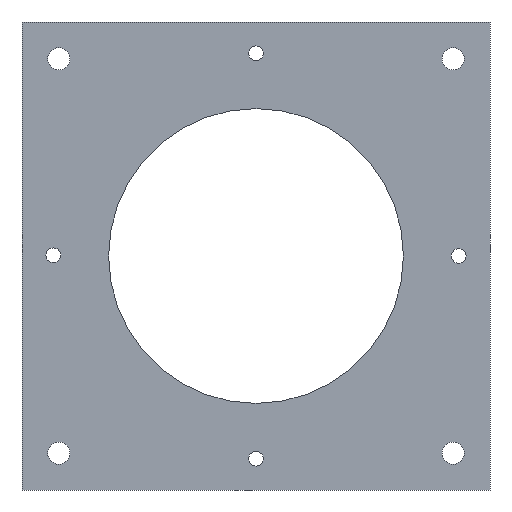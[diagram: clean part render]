
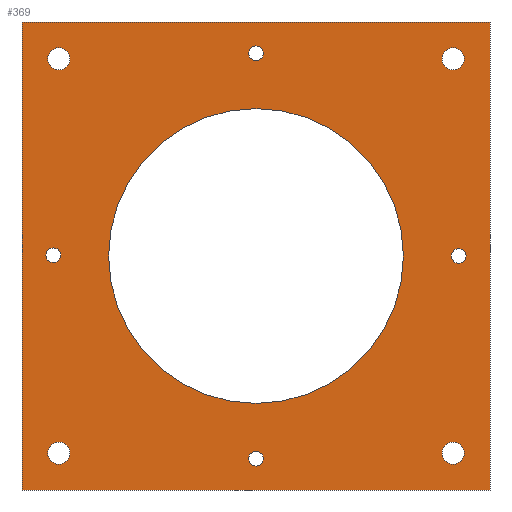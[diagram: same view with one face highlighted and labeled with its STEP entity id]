
A CAD part, front view. The second image highlights one B-rep face of the part: STEP entity #369.
In plain terms, the highlighted planar face has unit normal (0, -1, 0).
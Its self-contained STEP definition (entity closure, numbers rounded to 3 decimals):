
#24=FACE_BOUND('',#90,.T.);
#25=FACE_BOUND('',#91,.T.);
#26=FACE_BOUND('',#92,.T.);
#27=FACE_BOUND('',#93,.T.);
#28=FACE_BOUND('',#94,.T.);
#29=FACE_BOUND('',#95,.T.);
#30=FACE_BOUND('',#96,.T.);
#31=FACE_BOUND('',#97,.T.);
#32=FACE_BOUND('',#98,.T.);
#38=PLANE('',#433);
#61=FACE_OUTER_BOUND('',#89,.T.);
#89=EDGE_LOOP('',(#325,#326,#327,#328));
#90=EDGE_LOOP('',(#329));
#91=EDGE_LOOP('',(#330));
#92=EDGE_LOOP('',(#331));
#93=EDGE_LOOP('',(#332));
#94=EDGE_LOOP('',(#333));
#95=EDGE_LOOP('',(#334));
#96=EDGE_LOOP('',(#335));
#97=EDGE_LOOP('',(#336));
#98=EDGE_LOOP('',(#337));
#112=LINE('',#596,#137);
#115=LINE('',#601,#140);
#122=LINE('',#636,#147);
#123=LINE('',#638,#148);
#137=VECTOR('',#491,10.);
#140=VECTOR('',#496,10.);
#147=VECTOR('',#537,10.);
#148=VECTOR('',#540,10.);
#150=CIRCLE('',#395,3.);
#152=CIRCLE('',#398,3.);
#154=CIRCLE('',#401,3.);
#156=CIRCLE('',#404,3.);
#162=CIRCLE('',#422,2.);
#163=CIRCLE('',#424,2.);
#164=CIRCLE('',#426,2.);
#165=CIRCLE('',#428,2.);
#166=CIRCLE('',#430,40.);
#168=VERTEX_POINT('',#547);
#170=VERTEX_POINT('',#553);
#172=VERTEX_POINT('',#559);
#174=VERTEX_POINT('',#565);
#183=VERTEX_POINT('',#593);
#184=VERTEX_POINT('',#595);
#185=VERTEX_POINT('',#599);
#191=VERTEX_POINT('',#614);
#192=VERTEX_POINT('',#618);
#193=VERTEX_POINT('',#622);
#194=VERTEX_POINT('',#626);
#195=VERTEX_POINT('',#630);
#196=VERTEX_POINT('',#634);
#199=EDGE_CURVE('',#168,#168,#150,.T.);
#202=EDGE_CURVE('',#170,#170,#152,.T.);
#205=EDGE_CURVE('',#172,#172,#154,.T.);
#208=EDGE_CURVE('',#174,#174,#156,.T.);
#222=EDGE_CURVE('',#183,#184,#112,.T.);
#225=EDGE_CURVE('',#185,#183,#115,.T.);
#232=EDGE_CURVE('',#191,#191,#162,.T.);
#234=EDGE_CURVE('',#192,#192,#163,.T.);
#236=EDGE_CURVE('',#193,#193,#164,.T.);
#238=EDGE_CURVE('',#194,#194,#165,.T.);
#240=EDGE_CURVE('',#195,#195,#166,.T.);
#242=EDGE_CURVE('',#196,#185,#122,.T.);
#243=EDGE_CURVE('',#184,#196,#123,.T.);
#325=ORIENTED_EDGE('',*,*,#225,.F.);
#326=ORIENTED_EDGE('',*,*,#242,.F.);
#327=ORIENTED_EDGE('',*,*,#243,.F.);
#328=ORIENTED_EDGE('',*,*,#222,.F.);
#329=ORIENTED_EDGE('',*,*,#199,.T.);
#330=ORIENTED_EDGE('',*,*,#202,.T.);
#331=ORIENTED_EDGE('',*,*,#205,.T.);
#332=ORIENTED_EDGE('',*,*,#208,.T.);
#333=ORIENTED_EDGE('',*,*,#232,.T.);
#334=ORIENTED_EDGE('',*,*,#234,.T.);
#335=ORIENTED_EDGE('',*,*,#236,.T.);
#336=ORIENTED_EDGE('',*,*,#238,.T.);
#337=ORIENTED_EDGE('',*,*,#240,.T.);
#369=ADVANCED_FACE('',(#61,#24,#25,#26,#27,#28,#29,#30,#31,#32),#38,.F.);
#395=AXIS2_PLACEMENT_3D('',#549,#441,#442);
#398=AXIS2_PLACEMENT_3D('',#555,#448,#449);
#401=AXIS2_PLACEMENT_3D('',#561,#455,#456);
#404=AXIS2_PLACEMENT_3D('',#567,#462,#463);
#422=AXIS2_PLACEMENT_3D('',#616,#512,#513);
#424=AXIS2_PLACEMENT_3D('',#620,#517,#518);
#426=AXIS2_PLACEMENT_3D('',#624,#522,#523);
#428=AXIS2_PLACEMENT_3D('',#628,#527,#528);
#430=AXIS2_PLACEMENT_3D('',#632,#532,#533);
#433=AXIS2_PLACEMENT_3D('',#639,#541,#542);
#441=DIRECTION('center_axis',(0.,1.,0.));
#442=DIRECTION('ref_axis',(1.,0.,0.));
#448=DIRECTION('center_axis',(0.,1.,0.));
#449=DIRECTION('ref_axis',(1.,0.,0.));
#455=DIRECTION('center_axis',(0.,1.,0.));
#456=DIRECTION('ref_axis',(1.,0.,0.));
#462=DIRECTION('center_axis',(0.,1.,0.));
#463=DIRECTION('ref_axis',(1.,0.,0.));
#491=DIRECTION('',(0.,0.,1.));
#496=DIRECTION('',(-1.,0.,0.));
#512=DIRECTION('center_axis',(0.,1.,0.));
#513=DIRECTION('ref_axis',(1.,0.,0.));
#517=DIRECTION('center_axis',(0.,1.,0.));
#518=DIRECTION('ref_axis',(1.,0.,0.));
#522=DIRECTION('center_axis',(0.,1.,0.));
#523=DIRECTION('ref_axis',(1.,0.,0.));
#527=DIRECTION('center_axis',(0.,1.,0.));
#528=DIRECTION('ref_axis',(1.,0.,0.));
#532=DIRECTION('center_axis',(0.,1.,0.));
#533=DIRECTION('ref_axis',(1.,0.,0.));
#537=DIRECTION('',(0.,0.,-1.));
#540=DIRECTION('',(1.,0.,0.));
#541=DIRECTION('center_axis',(0.,1.,0.));
#542=DIRECTION('ref_axis',(0.,0.,1.));
#547=CARTESIAN_POINT('',(-13.,0.,-117.));
#549=CARTESIAN_POINT('Origin',(-10.,0.,-117.));
#553=CARTESIAN_POINT('',(-120.,0.,-117.));
#555=CARTESIAN_POINT('Origin',(-117.,0.,-117.));
#559=CARTESIAN_POINT('',(-13.,0.,-10.));
#561=CARTESIAN_POINT('Origin',(-10.,0.,-10.));
#565=CARTESIAN_POINT('',(-120.,0.,-10.));
#567=CARTESIAN_POINT('Origin',(-117.,0.,-10.));
#593=CARTESIAN_POINT('',(-127.,0.,-127.));
#595=CARTESIAN_POINT('',(-127.,0.,0.));
#596=CARTESIAN_POINT('',(-127.,0.,-127.));
#599=CARTESIAN_POINT('',(0.,0.,-127.));
#601=CARTESIAN_POINT('',(0.,0.,-127.));
#614=CARTESIAN_POINT('',(-65.5,0.,-118.5));
#616=CARTESIAN_POINT('Origin',(-63.5,0.,-118.5));
#618=CARTESIAN_POINT('',(-65.5,0.,-8.5));
#620=CARTESIAN_POINT('Origin',(-63.5,0.,-8.5));
#622=CARTESIAN_POINT('',(-120.5,0.,-63.3));
#624=CARTESIAN_POINT('Origin',(-118.5,0.,-63.3));
#626=CARTESIAN_POINT('',(-10.5,0.,-63.5));
#628=CARTESIAN_POINT('Origin',(-8.5,0.,-63.5));
#630=CARTESIAN_POINT('',(-103.5,0.,-63.5));
#632=CARTESIAN_POINT('Origin',(-63.5,0.,-63.5));
#634=CARTESIAN_POINT('',(0.,0.,0.));
#636=CARTESIAN_POINT('',(0.,0.,0.));
#638=CARTESIAN_POINT('',(-127.,0.,0.));
#639=CARTESIAN_POINT('Origin',(-63.5,0.,-63.5));
